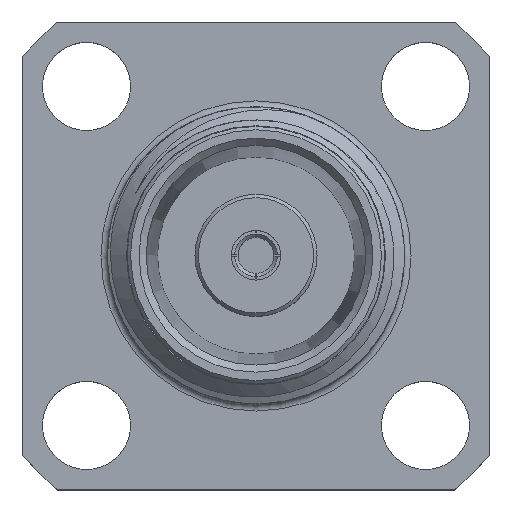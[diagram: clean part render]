
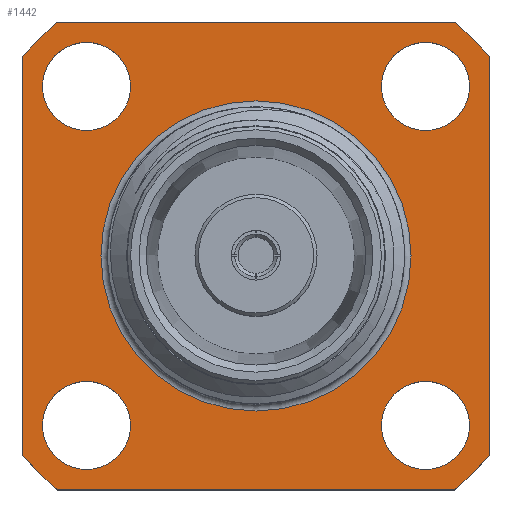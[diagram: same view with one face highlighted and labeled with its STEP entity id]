
A CAD part, top view. The second image highlights one B-rep face of the part: STEP entity #1442.
In plain terms, the highlighted planar face has unit normal (0, 0, 1).
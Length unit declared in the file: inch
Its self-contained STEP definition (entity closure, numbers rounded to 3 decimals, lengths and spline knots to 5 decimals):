
#5 = DIRECTION ( 'NONE',  ( 0., 0., -1. ) ) ;
#72 = VECTOR ( 'NONE', #2013, 39.37008 ) ;
#93 = AXIS2_PLACEMENT_3D ( 'NONE', #1078, #3022, #3042 ) ;
#248 = LINE ( 'NONE', #1147, #72 ) ;
#265 = DIRECTION ( 'NONE',  ( 0., 0., -1. ) ) ;
#272 = CARTESIAN_POINT ( 'NONE',  ( -0.22875, 0., 0. ) ) ;
#284 = CARTESIAN_POINT ( 'NONE',  ( 0.31496, 0.25, 0. ) ) ;
#325 = DIRECTION ( 'NONE',  ( 1., 0., 0. ) ) ;
#331 = CIRCLE ( 'NONE', #93, 0.4527 ) ;
#332 = ORIENTED_EDGE ( 'NONE', *, *, #681, .T. ) ;
#354 = DIRECTION ( 'NONE',  ( 0., 0., 1. ) ) ;
#357 = VERTEX_POINT ( 'NONE', #906 ) ;
#479 = DIRECTION ( 'NONE',  ( 0., 0., -1. ) ) ;
#536 = CARTESIAN_POINT ( 'NONE',  ( 0., 0., 0. ) ) ;
#671 = CIRCLE ( 'NONE', #1202, 0.06496 ) ;
#681 = EDGE_CURVE ( 'NONE', #2955, #1801, #3018, .T. ) ;
#714 = CIRCLE ( 'NONE', #1276, 0.06496 ) ;
#764 = EDGE_CURVE ( 'NONE', #2453, #1487, #2442, .T. ) ;
#769 = VERTEX_POINT ( 'NONE', #2745 ) ;
#828 = CARTESIAN_POINT ( 'NONE',  ( 0.25, -0.25, 0. ) ) ;
#829 = EDGE_LOOP ( 'NONE', ( #3483 ) ) ;
#833 = AXIS2_PLACEMENT_3D ( 'NONE', #917, #3184, #3160 ) ;
#868 = EDGE_LOOP ( 'NONE', ( #1672 ) ) ;
#906 = CARTESIAN_POINT ( 'NONE',  ( -0.34508, -0.29302, 0. ) ) ;
#917 = CARTESIAN_POINT ( 'NONE',  ( 0., 0., 0. ) ) ;
#929 = CARTESIAN_POINT ( 'NONE',  ( 0.34508, -0.29302, 0. ) ) ;
#930 = CIRCLE ( 'NONE', #833, 0.4527 ) ;
#932 = EDGE_CURVE ( 'NONE', #2654, #357, #2971, .T. ) ;
#933 = FACE_BOUND ( 'NONE', #868, .T. ) ;
#989 = EDGE_CURVE ( 'NONE', #2654, #769, #3102, .T. ) ;
#1047 = VERTEX_POINT ( 'NONE', #2983 ) ;
#1066 = DIRECTION ( 'NONE',  ( -1., 0., 0. ) ) ;
#1078 = CARTESIAN_POINT ( 'NONE',  ( 0., 0., 0. ) ) ;
#1107 = DIRECTION ( 'NONE',  ( -1., 0., 0. ) ) ;
#1122 = AXIS2_PLACEMENT_3D ( 'NONE', #2224, #5, #1066 ) ;
#1129 = FACE_OUTER_BOUND ( 'NONE', #2146, .T. ) ;
#1130 = CARTESIAN_POINT ( 'NONE',  ( -0.18504, 0.25, 0. ) ) ;
#1147 = CARTESIAN_POINT ( 'NONE',  ( -0.34508, 0.34508, 0. ) ) ;
#1165 = CARTESIAN_POINT ( 'NONE',  ( 0.34508, -0.34508, 0. ) ) ;
#1168 = DIRECTION ( 'NONE',  ( 1., 0., 0. ) ) ;
#1202 = AXIS2_PLACEMENT_3D ( 'NONE', #1481, #2014, #325 ) ;
#1276 = AXIS2_PLACEMENT_3D ( 'NONE', #3265, #2159, #2690 ) ;
#1287 = CARTESIAN_POINT ( 'NONE',  ( -0.34508, -0.34508, 0. ) ) ;
#1354 = CARTESIAN_POINT ( 'NONE',  ( 0.34508, 0.29302, 0. ) ) ;
#1387 = EDGE_CURVE ( 'NONE', #2955, #357, #3013, .T. ) ;
#1393 = AXIS2_PLACEMENT_3D ( 'NONE', #2156, #479, #1107 ) ;
#1410 = EDGE_LOOP ( 'NONE', ( #2986 ) ) ;
#1413 = AXIS2_PLACEMENT_3D ( 'NONE', #1631, #3015, #2463 ) ;
#1442 = ADVANCED_FACE ( 'NONE', ( #3572, #2491, #933, #3439, #3325, #1129 ), #2212, .F. ) ;
#1448 = CARTESIAN_POINT ( 'NONE',  ( 0.31496, -0.25, 0. ) ) ;
#1478 = CIRCLE ( 'NONE', #1820, 0.06496 ) ;
#1481 = CARTESIAN_POINT ( 'NONE',  ( -0.25, 0.25, 0. ) ) ;
#1487 = VERTEX_POINT ( 'NONE', #1354 ) ;
#1631 = CARTESIAN_POINT ( 'NONE',  ( 0., 0., 0. ) ) ;
#1672 = ORIENTED_EDGE ( 'NONE', *, *, #2898, .F. ) ;
#1675 = DIRECTION ( 'NONE',  ( 0., 1., 0. ) ) ;
#1681 = EDGE_CURVE ( 'NONE', #2216, #2216, #2177, .T. ) ;
#1715 = CARTESIAN_POINT ( 'NONE',  ( -0.29302, -0.34508, 0. ) ) ;
#1721 = DIRECTION ( 'NONE',  ( 1., 0., 0. ) ) ;
#1740 = EDGE_CURVE ( 'NONE', #3048, #3048, #3094, .T. ) ;
#1801 = VERTEX_POINT ( 'NONE', #3403 ) ;
#1820 = AXIS2_PLACEMENT_3D ( 'NONE', #828, #3597, #2227 ) ;
#1826 = EDGE_CURVE ( 'NONE', #1047, #769, #248, .T. ) ;
#1843 = ORIENTED_EDGE ( 'NONE', *, *, #1387, .F. ) ;
#1885 = EDGE_LOOP ( 'NONE', ( #2191 ) ) ;
#1929 = EDGE_LOOP ( 'NONE', ( #2160 ) ) ;
#2013 = DIRECTION ( 'NONE',  ( -1., 0., 0. ) ) ;
#2014 = DIRECTION ( 'NONE',  ( 0., 0., 1. ) ) ;
#2091 = VECTOR ( 'NONE', #1675, 39.37008 ) ;
#2146 = EDGE_LOOP ( 'NONE', ( #3336, #3526, #1843, #332, #2235, #2557, #3105, #2586 ) ) ;
#2156 = CARTESIAN_POINT ( 'NONE',  ( 0., 0., 0. ) ) ;
#2159 = DIRECTION ( 'NONE',  ( 0., 0., 1. ) ) ;
#2160 = ORIENTED_EDGE ( 'NONE', *, *, #1740, .F. ) ;
#2177 = CIRCLE ( 'NONE', #1393, 0.22875 ) ;
#2191 = ORIENTED_EDGE ( 'NONE', *, *, #3362, .F. ) ;
#2212 = PLANE ( 'NONE',  #3554 ) ;
#2216 = VERTEX_POINT ( 'NONE', #272 ) ;
#2224 = CARTESIAN_POINT ( 'NONE',  ( 0., 0., 0. ) ) ;
#2227 = DIRECTION ( 'NONE',  ( 1., 0., 0. ) ) ;
#2228 = EDGE_CURVE ( 'NONE', #3467, #3467, #671, .T. ) ;
#2235 = ORIENTED_EDGE ( 'NONE', *, *, #2455, .F. ) ;
#2307 = VECTOR ( 'NONE', #1721, 39.37008 ) ;
#2442 = LINE ( 'NONE', #1165, #2091 ) ;
#2453 = VERTEX_POINT ( 'NONE', #929 ) ;
#2455 = EDGE_CURVE ( 'NONE', #2453, #1801, #930, .T. ) ;
#2463 = DIRECTION ( 'NONE',  ( -1., 0., 0. ) ) ;
#2491 = FACE_BOUND ( 'NONE', #1929, .T. ) ;
#2557 = ORIENTED_EDGE ( 'NONE', *, *, #764, .T. ) ;
#2567 = CARTESIAN_POINT ( 'NONE',  ( -0.18504, -0.25, 0. ) ) ;
#2586 = ORIENTED_EDGE ( 'NONE', *, *, #1826, .T. ) ;
#2654 = VERTEX_POINT ( 'NONE', #2959 ) ;
#2690 = DIRECTION ( 'NONE',  ( 1., 0., 0. ) ) ;
#2745 = CARTESIAN_POINT ( 'NONE',  ( -0.29302, 0.34508, 0. ) ) ;
#2789 = DIRECTION ( 'NONE',  ( -1., 0., 0. ) ) ;
#2835 = CARTESIAN_POINT ( 'NONE',  ( -0.25, -0.25, 0. ) ) ;
#2898 = EDGE_CURVE ( 'NONE', #3127, #3127, #1478, .T. ) ;
#2955 = VERTEX_POINT ( 'NONE', #1715 ) ;
#2959 = CARTESIAN_POINT ( 'NONE',  ( -0.34508, 0.29302, 0. ) ) ;
#2971 = LINE ( 'NONE', #1287, #3330 ) ;
#2983 = CARTESIAN_POINT ( 'NONE',  ( 0.29302, 0.34508, 0. ) ) ;
#2986 = ORIENTED_EDGE ( 'NONE', *, *, #2228, .F. ) ;
#3013 = CIRCLE ( 'NONE', #1122, 0.4527 ) ;
#3015 = DIRECTION ( 'NONE',  ( 0., 0., -1. ) ) ;
#3018 = LINE ( 'NONE', #3083, #2307 ) ;
#3022 = DIRECTION ( 'NONE',  ( 0., 0., 1. ) ) ;
#3042 = DIRECTION ( 'NONE',  ( 1., 0., 0. ) ) ;
#3048 = VERTEX_POINT ( 'NONE', #2567 ) ;
#3083 = CARTESIAN_POINT ( 'NONE',  ( -0.34508, -0.34508, 0. ) ) ;
#3094 = CIRCLE ( 'NONE', #3117, 0.06496 ) ;
#3102 = CIRCLE ( 'NONE', #1413, 0.4527 ) ;
#3105 = ORIENTED_EDGE ( 'NONE', *, *, #3599, .T. ) ;
#3117 = AXIS2_PLACEMENT_3D ( 'NONE', #2835, #354, #1168 ) ;
#3127 = VERTEX_POINT ( 'NONE', #1448 ) ;
#3160 = DIRECTION ( 'NONE',  ( -1., 0., 0. ) ) ;
#3168 = VERTEX_POINT ( 'NONE', #284 ) ;
#3184 = DIRECTION ( 'NONE',  ( 0., 0., -1. ) ) ;
#3265 = CARTESIAN_POINT ( 'NONE',  ( 0.25, 0.25, 0. ) ) ;
#3325 = FACE_BOUND ( 'NONE', #1410, .T. ) ;
#3330 = VECTOR ( 'NONE', #3488, 39.37008 ) ;
#3336 = ORIENTED_EDGE ( 'NONE', *, *, #989, .F. ) ;
#3362 = EDGE_CURVE ( 'NONE', #3168, #3168, #714, .T. ) ;
#3403 = CARTESIAN_POINT ( 'NONE',  ( 0.29302, -0.34508, 0. ) ) ;
#3439 = FACE_BOUND ( 'NONE', #1885, .T. ) ;
#3467 = VERTEX_POINT ( 'NONE', #1130 ) ;
#3483 = ORIENTED_EDGE ( 'NONE', *, *, #1681, .T. ) ;
#3488 = DIRECTION ( 'NONE',  ( 0., -1., 0. ) ) ;
#3526 = ORIENTED_EDGE ( 'NONE', *, *, #932, .T. ) ;
#3554 = AXIS2_PLACEMENT_3D ( 'NONE', #536, #265, #2789 ) ;
#3572 = FACE_BOUND ( 'NONE', #829, .T. ) ;
#3597 = DIRECTION ( 'NONE',  ( 0., 0., 1. ) ) ;
#3599 = EDGE_CURVE ( 'NONE', #1487, #1047, #331, .T. ) ;
